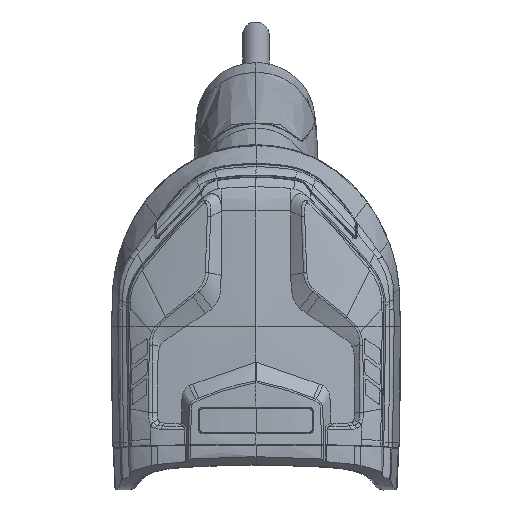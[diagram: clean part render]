
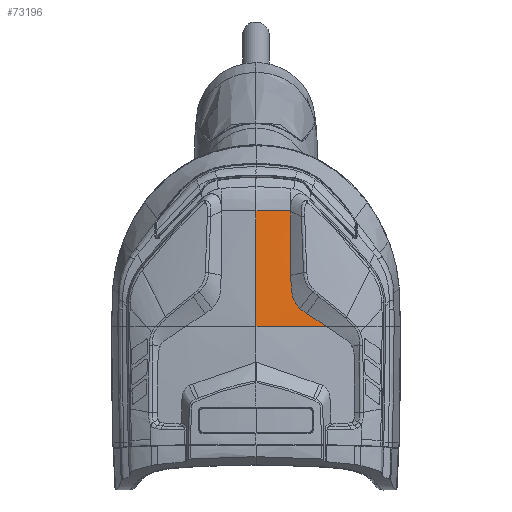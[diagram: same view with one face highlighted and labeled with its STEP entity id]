
A CAD part, top view. The second image highlights one B-rep face of the part: STEP entity #73196.
In plain terms, the highlighted free-form (B-spline) face has degree [3, 3] with [4, 4] control points.
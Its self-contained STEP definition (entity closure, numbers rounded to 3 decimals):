
#56669=CARTESIAN_POINT('',(0.,62.25,
91.031));
#56670=CARTESIAN_POINT('',(2.021,62.249,90.879));
#56671=CARTESIAN_POINT('',(6.059,62.25,90.544));
#56672=CARTESIAN_POINT('',(12.104,62.25,89.948));
#56673=CARTESIAN_POINT('',(16.125,62.25,89.487));
#56674=CARTESIAN_POINT('',(18.133,62.25,89.241));
#56676=CARTESIAN_POINT('',(8.91,91.998,88.529));
#56677=CARTESIAN_POINT('',(8.63,91.998,88.556));
#56678=CARTESIAN_POINT('',(7.895,91.998,88.628));
#56679=CARTESIAN_POINT('',(6.905,91.998,88.721));
#56680=CARTESIAN_POINT('',(5.71,91.998,88.831));
#56681=CARTESIAN_POINT('',(4.466,91.998,88.941));
#56682=CARTESIAN_POINT('',(2.485,91.998,89.11));
#56683=CARTESIAN_POINT('',(0.991,91.998,
89.228));
#56684=CARTESIAN_POINT('',(0.,91.998,
89.303));
#56686=CARTESIAN_POINT('',(9.,75.399,89.552));
#56687=CARTESIAN_POINT('',(8.99,77.21,89.449));
#56688=CARTESIAN_POINT('',(8.97,80.856,89.236));
#56689=CARTESIAN_POINT('',(8.94,86.388,88.895));
#56690=CARTESIAN_POINT('',(8.92,90.121,88.653));
#56691=CARTESIAN_POINT('',(8.91,91.998,88.529));
#56693=CARTESIAN_POINT('',(11.213,66.961,89.789));
#56694=CARTESIAN_POINT('',(11.067,67.104,89.797));
#56695=CARTESIAN_POINT('',(10.791,67.401,89.81));
#56696=CARTESIAN_POINT('',(10.425,67.872,89.823));
#56697=CARTESIAN_POINT('',(10.096,68.386,89.83));
#56698=CARTESIAN_POINT('',(9.803,68.952,89.829));
#56699=CARTESIAN_POINT('',(9.546,69.584,89.821));
#56700=CARTESIAN_POINT('',(9.331,70.289,89.805));
#56701=CARTESIAN_POINT('',(9.158,71.133,89.776));
#56702=CARTESIAN_POINT('',(9.062,71.964,89.74));
#56703=CARTESIAN_POINT('',(9.024,72.679,89.704));
#56704=CARTESIAN_POINT('',(9.012,73.323,89.669));
#56705=CARTESIAN_POINT('',(9.008,73.902,89.637));
#56706=CARTESIAN_POINT('',(9.006,74.406,89.608));
#56707=CARTESIAN_POINT('',(9.003,74.886,89.581));
#56708=CARTESIAN_POINT('',(9.001,75.227,89.562));
#56709=CARTESIAN_POINT('',(9.,75.399,89.552));
#56711=CARTESIAN_POINT('',(13.022,65.587,89.667));
#56712=CARTESIAN_POINT('',(12.918,65.655,89.675));
#56713=CARTESIAN_POINT('',(12.717,65.785,89.69));
#56714=CARTESIAN_POINT('',(12.441,65.97,89.71));
#56715=CARTESIAN_POINT('',(12.199,66.139,89.728));
#56716=CARTESIAN_POINT('',(11.973,66.307,89.743));
#56717=CARTESIAN_POINT('',(11.741,66.487,89.758));
#56718=CARTESIAN_POINT('',(11.486,66.703,89.774));
#56719=CARTESIAN_POINT('',(11.305,66.871,89.784));
#56720=CARTESIAN_POINT('',(11.213,66.961,89.789));
#56722=CARTESIAN_POINT('',(18.133,62.25,89.241));
#56723=CARTESIAN_POINT('',(17.569,62.623,89.292));
#56724=CARTESIAN_POINT('',(16.439,63.367,89.392));
#56725=CARTESIAN_POINT('',(14.736,64.479,89.534));
#56726=CARTESIAN_POINT('',(13.594,65.218,89.623));
#56727=CARTESIAN_POINT('',(13.022,65.587,89.667));
#56784=CARTESIAN_POINT('',(0.,62.25,
91.031));
#56785=CARTESIAN_POINT('',(0.,71.56,
90.58));
#56786=CARTESIAN_POINT('',(0.,81.477,
90.004));
#56787=CARTESIAN_POINT('',(0.,91.998,
89.303));
#71274=VERTEX_POINT('',#56669);
#71275=VERTEX_POINT('',#56674);
#71276=VERTEX_POINT('',#56787);
#71277=VERTEX_POINT('',#56686);
#71278=VERTEX_POINT('',#56691);
#71851=VERTEX_POINT('',#56727);
#71855=VERTEX_POINT('',#56720);
#73165=CARTESIAN_POINT('',(-0.183,61.963,
91.059));
#73166=CARTESIAN_POINT('',(-0.183,71.905,
90.58));
#73167=CARTESIAN_POINT('',(-0.183,82.539,
89.957));
#73168=CARTESIAN_POINT('',(-0.183,93.866,
89.192));
#73169=CARTESIAN_POINT('',(6.11,61.071,90.63));
#73170=CARTESIAN_POINT('',(6.11,71.01,90.157));
#73171=CARTESIAN_POINT('',(6.11,81.642,89.54));
#73172=CARTESIAN_POINT('',(6.11,92.967,88.779));
#73173=CARTESIAN_POINT('',(12.275,59.839,90.079));
#73174=CARTESIAN_POINT('',(12.275,69.774,89.615));
#73175=CARTESIAN_POINT('',(12.275,80.403,89.006));
#73176=CARTESIAN_POINT('',(12.275,91.725,88.251));
#73177=CARTESIAN_POINT('',(18.311,58.267,89.406));
#73178=CARTESIAN_POINT('',(18.311,68.197,88.954));
#73179=CARTESIAN_POINT('',(18.311,78.821,88.355));
#73180=CARTESIAN_POINT('',(18.311,90.141,87.608));
#73181=B_SPLINE_SURFACE_WITH_KNOTS('',3,3,((#73165,#73166,#73167,#73168),
(#73169,#73170,#73171,#73172),(#73173,#73174,#73175,#73176),(#73177,#73178,
#73179,#73180)),.UNSPECIFIED.,.F.,.F.,.F.,(4,4),(4,4),(-0.961,
18.29),(53.828,81.012),.UNSPECIFIED.);
#73182=ORIENTED_EDGE('',*,*,#73137,.F.);
#73184=ORIENTED_EDGE('',*,*,#73183,.T.);
#73186=ORIENTED_EDGE('',*,*,#73185,.F.);
#73188=ORIENTED_EDGE('',*,*,#73187,.F.);
#73190=ORIENTED_EDGE('',*,*,#73189,.F.);
#73192=ORIENTED_EDGE('',*,*,#73191,.F.);
#73193=ORIENTED_EDGE('',*,*,#73041,.F.);
#73194=EDGE_LOOP('',(#73182,#73184,#73186,#73188,#73190,#73192,#73193));
#73195=FACE_OUTER_BOUND('',#73194,.F.);
#73196=ADVANCED_FACE('',(#73195),#73181,.T.);
#56675=B_SPLINE_CURVE_WITH_KNOTS('',3,(#56669,#56670,#56671,#56672,#56673,
#56674),.UNSPECIFIED.,.F.,.F.,(4,1,1,4),(0.,0.333,
0.667,1.),.UNSPECIFIED.);
#56685=B_SPLINE_CURVE_WITH_KNOTS('',3,(#56676,#56677,#56678,#56679,#56680,
#56681,#56682,#56683,#56684),.UNSPECIFIED.,.F.,.F.,(4,1,1,1,1,1,4),(0.,
0.094,0.248,0.333,0.497,
0.667,1.),.UNSPECIFIED.);
#56692=B_SPLINE_CURVE_WITH_KNOTS('',3,(#56686,#56687,#56688,#56689,#56690,
#56691),.UNSPECIFIED.,.F.,.F.,(4,1,1,4),(0.,0.333,
0.667,1.),.UNSPECIFIED.);
#56710=B_SPLINE_CURVE_WITH_KNOTS('',3,(#56693,#56694,#56695,#56696,#56697,
#56698,#56699,#56700,#56701,#56702,#56703,#56704,#56705,#56706,#56707,#56708,
#56709),.UNSPECIFIED.,.F.,.F.,(4,1,1,1,1,1,1,1,1,1,1,1,1,1,4),(0.,
0.071,0.143,0.214,0.286,
0.357,0.429,0.5,0.571,0.643,
0.714,0.786,0.857,0.929,1.),
.UNSPECIFIED.);
#56721=B_SPLINE_CURVE_WITH_KNOTS('',3,(#56711,#56712,#56713,#56714,#56715,
#56716,#56717,#56718,#56719,#56720),.UNSPECIFIED.,.F.,.F.,(4,1,1,1,1,1,1,4),(
0.,0.143,0.286,0.429,0.571,
0.714,0.857,1.),.UNSPECIFIED.);
#56728=B_SPLINE_CURVE_WITH_KNOTS('',3,(#56722,#56723,#56724,#56725,#56726,
#56727),.UNSPECIFIED.,.F.,.F.,(4,1,1,4),(0.,0.333,
0.667,1.),.UNSPECIFIED.);
#56788=B_SPLINE_CURVE_WITH_KNOTS('',3,(#56784,#56785,#56786,#56787),
.UNSPECIFIED.,.F.,.F.,(4,4),(0.,1.),.UNSPECIFIED.);
#73041=EDGE_CURVE('',#71275,#71851,#56728,.T.);
#73137=EDGE_CURVE('',#71274,#71275,#56675,.T.);
#73183=EDGE_CURVE('',#71274,#71276,#56788,.T.);
#73185=EDGE_CURVE('',#71278,#71276,#56685,.T.);
#73187=EDGE_CURVE('',#71277,#71278,#56692,.T.);
#73189=EDGE_CURVE('',#71855,#71277,#56710,.T.);
#73191=EDGE_CURVE('',#71851,#71855,#56721,.T.);
